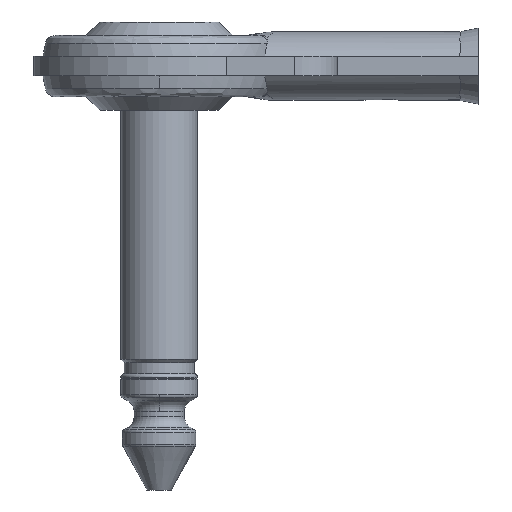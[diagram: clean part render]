
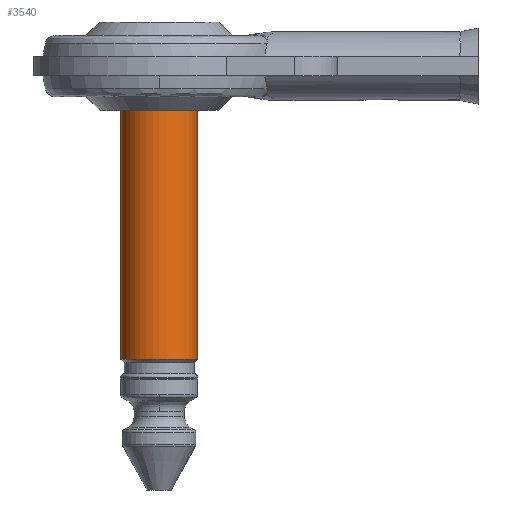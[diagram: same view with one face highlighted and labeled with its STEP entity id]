
A CAD part, front view. The second image highlights one B-rep face of the part: STEP entity #3540.
In plain terms, the highlighted cylindrical face has radius 3.125 mm (diameter 6.25 mm), a partial arc.
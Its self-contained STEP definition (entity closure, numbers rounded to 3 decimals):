
#491 = AXIS2_PLACEMENT_3D ( 'NONE', #3450, #3447, #3429 ) ;
#1003 = CARTESIAN_POINT ( 'NONE',  ( 3.125, 0., -23.925 ) ) ;
#1079 = CARTESIAN_POINT ( 'NONE',  ( -3.125, 0., -3.6 ) ) ;
#1673 = CARTESIAN_POINT ( 'NONE',  ( 3.125, 0., -3.6 ) ) ;
#1709 = EDGE_CURVE ( 'NONE', #4963, #7444, #4924, .T. ) ;
#1870 = EDGE_LOOP ( 'NONE', ( #3337, #5927, #7070, #5200 ) ) ;
#1944 = DIRECTION ( 'NONE',  ( 0., 0., -1. ) ) ;
#1960 = CARTESIAN_POINT ( 'NONE',  ( 3.125, 0., -1.21 ) ) ;
#2020 = VERTEX_POINT ( 'NONE', #1003 ) ;
#2383 = DIRECTION ( 'NONE',  ( -1., 0., 0. ) ) ;
#2384 = DIRECTION ( 'NONE',  ( 0., 0., 1. ) ) ;
#2421 = AXIS2_PLACEMENT_3D ( 'NONE', #5943, #5908, #5899 ) ;
#2641 = VECTOR ( 'NONE', #8340, 1000. ) ;
#2675 = LINE ( 'NONE', #8301, #2641 ) ;
#2934 = CIRCLE ( 'NONE', #7028, 3.125 ) ;
#3111 = CYLINDRICAL_SURFACE ( 'NONE', #2421, 3.125 ) ;
#3120 = FACE_OUTER_BOUND ( 'NONE', #1870, .T. ) ;
#3337 = ORIENTED_EDGE ( 'NONE', *, *, #8743, .F. ) ;
#3429 = DIRECTION ( 'NONE',  ( -1., 0., 0. ) ) ;
#3447 = DIRECTION ( 'NONE',  ( 0., 0., -1. ) ) ;
#3450 = CARTESIAN_POINT ( 'NONE',  ( 0., 0., -3.6 ) ) ;
#3540 = ADVANCED_FACE ( 'NONE', ( #3120 ), #3111, .T. ) ;
#3680 = EDGE_CURVE ( 'NONE', #8224, #2020, #2934, .T. ) ;
#3999 = EDGE_CURVE ( 'NONE', #7444, #8224, #2675, .T. ) ;
#4110 = CARTESIAN_POINT ( 'NONE',  ( 0., 0., -23.925 ) ) ;
#4557 = VECTOR ( 'NONE', #1944, 1000. ) ;
#4566 = LINE ( 'NONE', #1960, #4557 ) ;
#4924 = CIRCLE ( 'NONE', #491, 3.125 ) ;
#4963 = VERTEX_POINT ( 'NONE', #1673 ) ;
#5200 = ORIENTED_EDGE ( 'NONE', *, *, #3680, .T. ) ;
#5388 = CARTESIAN_POINT ( 'NONE',  ( -3.125, 0., -23.925 ) ) ;
#5899 = DIRECTION ( 'NONE',  ( -1., 0., 0. ) ) ;
#5908 = DIRECTION ( 'NONE',  ( 0., 0., -1. ) ) ;
#5927 = ORIENTED_EDGE ( 'NONE', *, *, #1709, .T. ) ;
#5943 = CARTESIAN_POINT ( 'NONE',  ( 0., 0., -1.21 ) ) ;
#7028 = AXIS2_PLACEMENT_3D ( 'NONE', #4110, #2384, #2383 ) ;
#7070 = ORIENTED_EDGE ( 'NONE', *, *, #3999, .T. ) ;
#7444 = VERTEX_POINT ( 'NONE', #1079 ) ;
#8224 = VERTEX_POINT ( 'NONE', #5388 ) ;
#8301 = CARTESIAN_POINT ( 'NONE',  ( -3.125, 0., -1.21 ) ) ;
#8340 = DIRECTION ( 'NONE',  ( 0., 0., -1. ) ) ;
#8743 = EDGE_CURVE ( 'NONE', #4963, #2020, #4566, .T. ) ;
